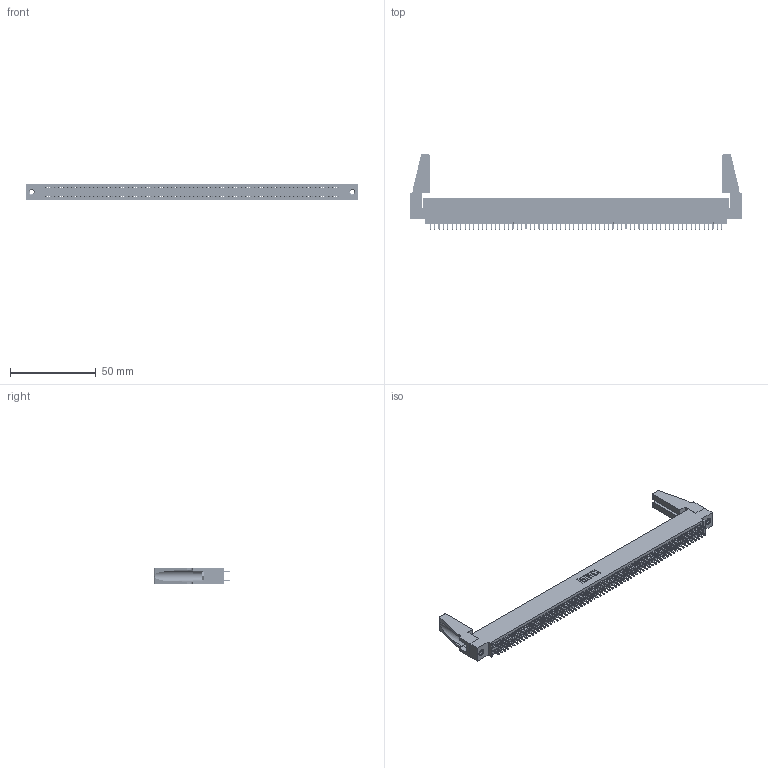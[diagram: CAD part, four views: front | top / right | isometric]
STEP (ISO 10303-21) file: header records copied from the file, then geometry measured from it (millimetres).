
FILE_DESCRIPTION (( 'STEP AP203' ), '1' );
FILE_NAME ('345-136-521-588.STEP', '2019-11-08T06:53:54', ( '' ), ( '' ), 'SwSTEP 2.0', 'SolidWorks 2016', '' );
FILE_SCHEMA (( 'CONFIG_CONTROL_DESIGN' ));
Length unit declared in the file: inch
Products named in the file (5): 345-220-078_345-220-088; 345-136-521-588; 345-250-001_345-250-001-102; 345 Part_0.110 Offset - 0.156 Dia-TH; 345-292-001_345-293-121
Assembly tree (141 placements, depth 2):
  345-136-521-588
    345 Part_0.110 Offset - 0.156 Dia-TH
    345-292-001_345-293-121  x136
    345-250-001_345-250-001-102  x2
    345-220-078_345-220-088  x2
Bounding box: 193.95 x 44.37 x 9.4 mm (x, y, z)
Volume: 22205.9 mm3; surface area: 31373.5 mm2
Topology: 141 solids, 141 shells, 7054 faces, 20931 edges, 13762 vertices
Faces by surface type: plane 4644, cylinder 2394, cone 12, torus 4
Entity records: 52152 total; most frequent: CARTESIAN_POINT 8714, ORIENTED_EDGE 8608, DIRECTION 7656, EDGE_CURVE 4304, LINE 3858, VECTOR 3858, VERTEX_POINT 2862, AXIS2_PLACEMENT_3D 1899
